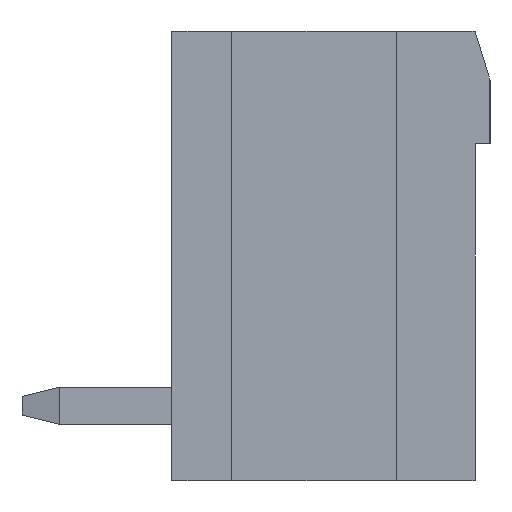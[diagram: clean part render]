
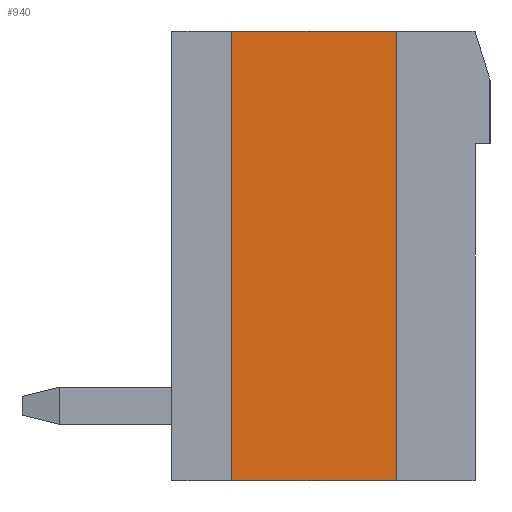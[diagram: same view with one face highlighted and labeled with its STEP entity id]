
A CAD part, left-side view. The second image highlights one B-rep face of the part: STEP entity #940.
In plain terms, the highlighted planar face has unit normal (-1, 0, 0).
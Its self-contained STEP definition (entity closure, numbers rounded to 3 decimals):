
#940 = ADVANCED_FACE( '', ( #1846 ), #1847, .T. );
#1846 = FACE_OUTER_BOUND( '', #2713, .T. );
#1847 = PLANE( '', #2714 );
#2713 = EDGE_LOOP( '', ( #5260, #5261, #5262, #5263 ) );
#2714 = AXIS2_PLACEMENT_3D( '', #5264, #5265, #5266 );
#5260 = ORIENTED_EDGE( '', *, *, #5831, .T. );
#5261 = ORIENTED_EDGE( '', *, *, #6132, .F. );
#5262 = ORIENTED_EDGE( '', *, *, #6079, .F. );
#5263 = ORIENTED_EDGE( '', *, *, #5498, .F. );
#5264 = CARTESIAN_POINT( '', ( -23.94, 2.45, -44.853 ) );
#5265 = DIRECTION( '', ( -1., 0., 0. ) );
#5266 = DIRECTION( '', ( 0., 0., 1. ) );
#5498 = EDGE_CURVE( '', #6686, #6688, #6689, .T. );
#5831 = EDGE_CURVE( '', #6686, #7217, #7219, .T. );
#6079 = EDGE_CURVE( '', #6688, #7557, #7558, .T. );
#6132 = EDGE_CURVE( '', #7557, #7217, #7619, .T. );
#6686 = VERTEX_POINT( '', #8355 );
#6688 = VERTEX_POINT( '', #8358 );
#6689 = LINE( '', #8359, #8360 );
#7217 = VERTEX_POINT( '', #9385 );
#7219 = LINE( '', #9388, #9389 );
#7557 = VERTEX_POINT( '', #9884 );
#7558 = LINE( '', #9885, #9886 );
#7619 = LINE( '', #9979, #9980 );
#8355 = CARTESIAN_POINT( '', ( -23.94, -1.95, -6. ) );
#8358 = CARTESIAN_POINT( '', ( -23.94, 2.45, -6. ) );
#8359 = CARTESIAN_POINT( '', ( -23.94, 4.05, -6. ) );
#8360 = VECTOR( '', #10444, 1000. );
#9385 = CARTESIAN_POINT( '', ( -23.94, -1.95, 6. ) );
#9388 = CARTESIAN_POINT( '', ( -23.94, -1.95, -44.853 ) );
#9389 = VECTOR( '', #10727, 1000. );
#9884 = CARTESIAN_POINT( '', ( -23.94, 2.45, 6. ) );
#9885 = CARTESIAN_POINT( '', ( -23.94, 2.45, -44.853 ) );
#9886 = VECTOR( '', #10927, 1000. );
#9979 = CARTESIAN_POINT( '', ( -23.94, 2.45, 6. ) );
#9980 = VECTOR( '', #10966, 1000. );
#10444 = DIRECTION( '', ( 0., 1., 0. ) );
#10727 = DIRECTION( '', ( 0., 0., 1. ) );
#10927 = DIRECTION( '', ( 0., 0., 1. ) );
#10966 = DIRECTION( '', ( 0., -1., 0. ) );
